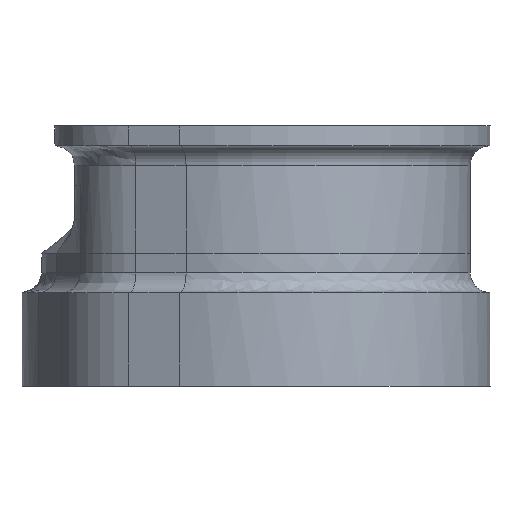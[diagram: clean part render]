
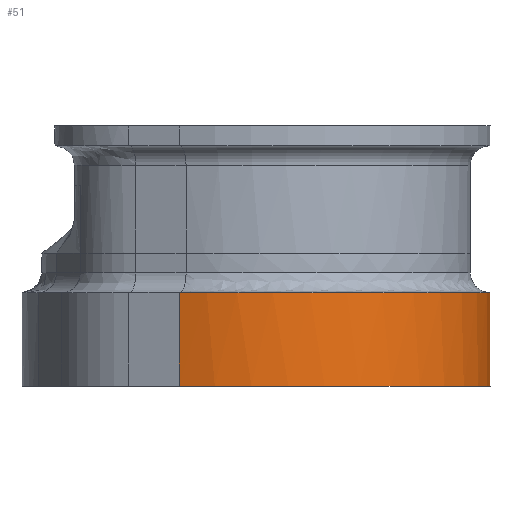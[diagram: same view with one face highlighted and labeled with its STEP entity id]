
A CAD part, front view. The second image highlights one B-rep face of the part: STEP entity #51.
In plain terms, the highlighted cylindrical face has radius 18.516 mm (diameter 37.032 mm), a partial arc.
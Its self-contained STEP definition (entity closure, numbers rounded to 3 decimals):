
#20 = ORIENTED_EDGE ( 'NONE', *, *, #2331, .T. ) ;
#29 = CYLINDRICAL_SURFACE ( 'NONE', #1840, 18.516 ) ;
#51 = ADVANCED_FACE ( 'NONE', ( #3110 ), #29, .T. ) ;
#207 = DIRECTION ( 'NONE',  ( -1., 0., 0. ) ) ;
#272 = DIRECTION ( 'NONE',  ( 0., 0., 1. ) ) ;
#278 = CARTESIAN_POINT ( 'NONE',  ( 20.937, -17.242, -8.64 ) ) ;
#488 = CARTESIAN_POINT ( 'NONE',  ( 20.937, -3.04, -16.14 ) ) ;
#926 = AXIS2_PLACEMENT_3D ( 'NONE', #3528, #3920, #207 ) ;
#1196 = EDGE_CURVE ( 'NONE', #3834, #4638, #3688, .T. ) ;
#1552 = DIRECTION ( 'NONE',  ( 1., 0., 0. ) ) ;
#1628 = DIRECTION ( 'NONE',  ( 0., 0., 1. ) ) ;
#1676 = ORIENTED_EDGE ( 'NONE', *, *, #4631, .T. ) ;
#1756 = CARTESIAN_POINT ( 'NONE',  ( 9.274, -25.346, -8.64 ) ) ;
#1809 = CARTESIAN_POINT ( 'NONE',  ( 20.937, -3.04, -16.14 ) ) ;
#1840 = AXIS2_PLACEMENT_3D ( 'NONE', #2329, #3469, #1552 ) ;
#2269 = VERTEX_POINT ( 'NONE', #3111 ) ;
#2329 = CARTESIAN_POINT ( 'NONE',  ( 2.42, -3.04, -16.14 ) ) ;
#2331 = EDGE_CURVE ( 'NONE', #2719, #3834, #3470, .T. ) ;
#2332 = ORIENTED_EDGE ( 'NONE', *, *, #1196, .T. ) ;
#2515 = LINE ( 'NONE', #3284, #3180 ) ;
#2719 = VERTEX_POINT ( 'NONE', #1809 ) ;
#2786 = CARTESIAN_POINT ( 'NONE',  ( -4.036, -20.394, -8.64 ) ) ;
#2881 = CARTESIAN_POINT ( 'NONE',  ( 20.937, -3.04, -8.64 ) ) ;
#3028 = CIRCLE ( 'NONE', #926, 18.516 ) ;
#3060 = CARTESIAN_POINT ( 'NONE',  ( 20.937, -3.04, -8.64 ) ) ;
#3110 = FACE_OUTER_BOUND ( 'NONE', #4428, .T. ) ;
#3111 = CARTESIAN_POINT ( 'NONE',  ( -4.036, -20.394, -16.14 ) ) ;
#3180 = VECTOR ( 'NONE', #272, 1000. ) ;
#3284 = CARTESIAN_POINT ( 'NONE',  ( -4.036, -20.394, -16.14 ) ) ;
#3285 = ORIENTED_EDGE ( 'NONE', *, *, #4046, .F. ) ;
#3320 = VECTOR ( 'NONE', #1628, 1000. ) ;
#3469 = DIRECTION ( 'NONE',  ( 0., 0., 1. ) ) ;
#3470 = LINE ( 'NONE', #488, #3320 ) ;
#3528 = CARTESIAN_POINT ( 'NONE',  ( 2.42, -3.04, -16.14 ) ) ;
#3688 =( BOUNDED_CURVE ( )  B_SPLINE_CURVE ( 3, ( #2881, #278, #1756, #4776 ),
 .UNSPECIFIED., .F., .F. ) 
 B_SPLINE_CURVE_WITH_KNOTS ( ( 4, 4 ),
 ( 0., 0.036 ),
 .UNSPECIFIED. ) 
 CURVE ( )  GEOMETRIC_REPRESENTATION_ITEM ( )  RATIONAL_B_SPLINE_CURVE ( ( 1., 0.714, 0.714, 1. ) ) 
 REPRESENTATION_ITEM ( '' )  );
#3834 = VERTEX_POINT ( 'NONE', #3060 ) ;
#3920 = DIRECTION ( 'NONE',  ( 0., 0., 1. ) ) ;
#4046 = EDGE_CURVE ( 'NONE', #2269, #4638, #2515, .T. ) ;
#4428 = EDGE_LOOP ( 'NONE', ( #2332, #3285, #1676, #20 ) ) ;
#4631 = EDGE_CURVE ( 'NONE', #2269, #2719, #3028, .T. ) ;
#4638 = VERTEX_POINT ( 'NONE', #2786 ) ;
#4776 = CARTESIAN_POINT ( 'NONE',  ( -4.036, -20.394, -8.64 ) ) ;
